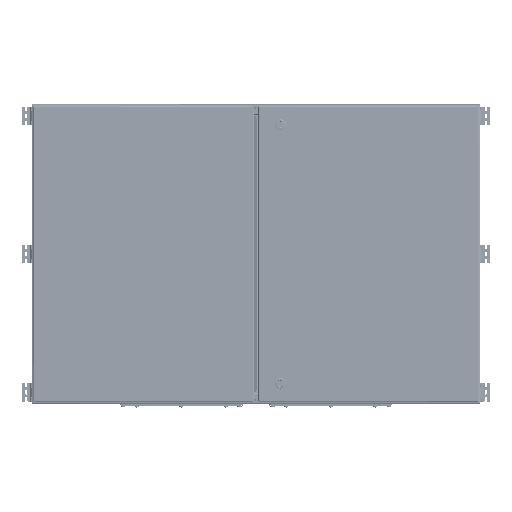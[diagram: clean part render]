
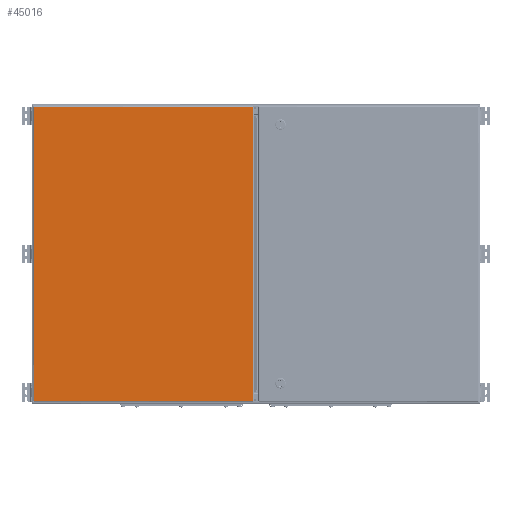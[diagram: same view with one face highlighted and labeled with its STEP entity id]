
A CAD part, top view. The second image highlights one B-rep face of the part: STEP entity #45016.
In plain terms, the highlighted planar face has unit normal (0, 0, 1).
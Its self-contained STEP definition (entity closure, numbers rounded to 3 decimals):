
#215 = EDGE_CURVE ( 'NONE', #53652, #61339, #13467, .T. ) ;
#5941 = ORIENTED_EDGE ( 'NONE', *, *, #27871, .T. ) ;
#6516 = DIRECTION ( 'NONE',  ( 0., 0., -1. ) ) ;
#12183 = CARTESIAN_POINT ( 'NONE',  ( -292.998, -393., 0. ) ) ;
#13467 = LINE ( 'NONE', #12183, #34875 ) ;
#14168 = ORIENTED_EDGE ( 'NONE', *, *, #53253, .T. ) ;
#14728 = CARTESIAN_POINT ( 'NONE',  ( -291.705, -393., 0. ) ) ;
#26698 = PLANE ( 'NONE',  #47494 ) ;
#27871 = EDGE_CURVE ( 'NONE', #61339, #71849, #70106, .T. ) ;
#28516 = EDGE_LOOP ( 'NONE', ( #5941, #66617, #14168, #65908 ) ) ;
#33242 = VECTOR ( 'NONE', #48119, 1000. ) ;
#33349 = CARTESIAN_POINT ( 'NONE',  ( 0., 0., 0. ) ) ;
#34875 = VECTOR ( 'NONE', #46018, 1000. ) ;
#34953 = CARTESIAN_POINT ( 'NONE',  ( 292.176, -393., 0. ) ) ;
#37659 = LINE ( 'NONE', #65824, #51084 ) ;
#41438 = LINE ( 'NONE', #70764, #60884 ) ;
#44027 = FACE_OUTER_BOUND ( 'NONE', #28516, .T. ) ;
#45016 = ADVANCED_FACE ( 'NONE', ( #44027 ), #26698, .F. ) ;
#46018 = DIRECTION ( 'NONE',  ( 1., 0., 0. ) ) ;
#47494 = AXIS2_PLACEMENT_3D ( 'NONE', #33349, #6516, #53561 ) ;
#48119 = DIRECTION ( 'NONE',  ( 0., 1., 0. ) ) ;
#49104 = CARTESIAN_POINT ( 'NONE',  ( 292.176, -393., 0. ) ) ;
#51084 = VECTOR ( 'NONE', #59223, 1000. ) ;
#52841 = EDGE_CURVE ( 'NONE', #71849, #71346, #41438, .T. ) ;
#53253 = EDGE_CURVE ( 'NONE', #71346, #53652, #37659, .T. ) ;
#53561 = DIRECTION ( 'NONE',  ( -1., 0., 0. ) ) ;
#53652 = VERTEX_POINT ( 'NONE', #14728 ) ;
#59223 = DIRECTION ( 'NONE',  ( 0., -1., 0. ) ) ;
#60884 = VECTOR ( 'NONE', #68300, 1000. ) ;
#61184 = CARTESIAN_POINT ( 'NONE',  ( -291.705, 393., 0. ) ) ;
#61339 = VERTEX_POINT ( 'NONE', #49104 ) ;
#65824 = CARTESIAN_POINT ( 'NONE',  ( -291.705, 394.293, 0. ) ) ;
#65908 = ORIENTED_EDGE ( 'NONE', *, *, #215, .T. ) ;
#66617 = ORIENTED_EDGE ( 'NONE', *, *, #52841, .T. ) ;
#68300 = DIRECTION ( 'NONE',  ( -1., 0., 0. ) ) ;
#70106 = LINE ( 'NONE', #34953, #33242 ) ;
#70764 = CARTESIAN_POINT ( 'NONE',  ( 295.705, 393., 0. ) ) ;
#71346 = VERTEX_POINT ( 'NONE', #61184 ) ;
#71849 = VERTEX_POINT ( 'NONE', #75547 ) ;
#75547 = CARTESIAN_POINT ( 'NONE',  ( 292.176, 393., 0. ) ) ;
